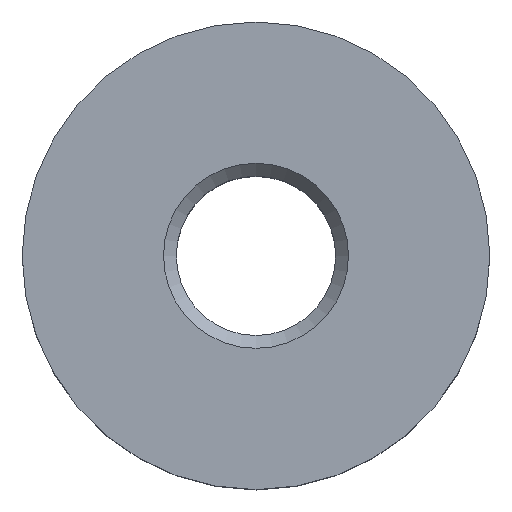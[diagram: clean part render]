
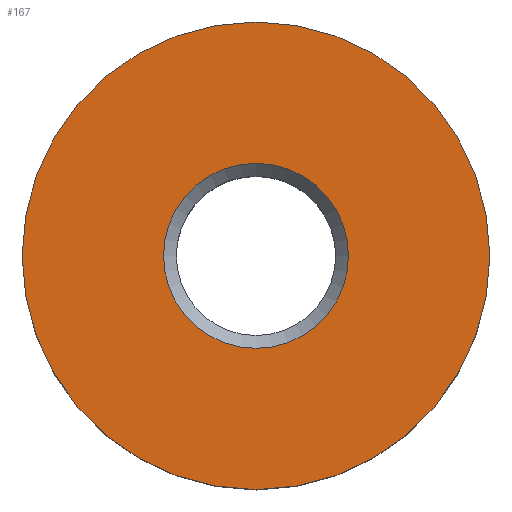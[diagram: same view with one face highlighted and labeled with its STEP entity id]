
A CAD part, top view. The second image highlights one B-rep face of the part: STEP entity #167.
In plain terms, the highlighted planar face has unit normal (0, 0, 1).
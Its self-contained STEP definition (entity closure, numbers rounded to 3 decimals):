
#84=CARTESIAN_POINT('',(0.0,-18.0,18.311));
#85=VERTEX_POINT('',#84);
#86=CARTESIAN_POINT('',(0.0,0.,18.311));
#87=DIRECTION('',(0.0,0.0,1.0));
#88=DIRECTION('',(0.0,-1.0,0.0));
#89=AXIS2_PLACEMENT_3D('',#86,#87,#88);
#90=CIRCLE('',#89,18.0);
#91=EDGE_CURVE('',#85,#85,#90,.T.);
#141=CARTESIAN_POINT('',(0.0,-45.5,18.311));
#142=VERTEX_POINT('',#141);
#143=CARTESIAN_POINT('',(0.0,0.,18.311));
#144=DIRECTION('',(0.0,0.0,1.0));
#145=DIRECTION('',(0.0,-1.0,0.0));
#146=AXIS2_PLACEMENT_3D('',#143,#144,#145);
#147=CIRCLE('',#146,45.5);
#148=EDGE_CURVE('',#142,#142,#147,.T.);
#156=CARTESIAN_POINT('',(0.0,-23.101,18.311));
#157=DIRECTION('',(0.0,0.0,1.0));
#158=DIRECTION('',(1.0,0.0,0.0));
#159=AXIS2_PLACEMENT_3D('',#156,#157,#158);
#160=PLANE('',#159);
#161=ORIENTED_EDGE('',*,*,#148,.T.);
#162=EDGE_LOOP('',(#161));
#163=FACE_OUTER_BOUND('',#162,.T.);
#164=ORIENTED_EDGE('',*,*,#91,.F.);
#165=EDGE_LOOP('',(#164));
#166=FACE_BOUND('',#165,.T.);
#167=ADVANCED_FACE('',(#163,#166),#160,.T.);
